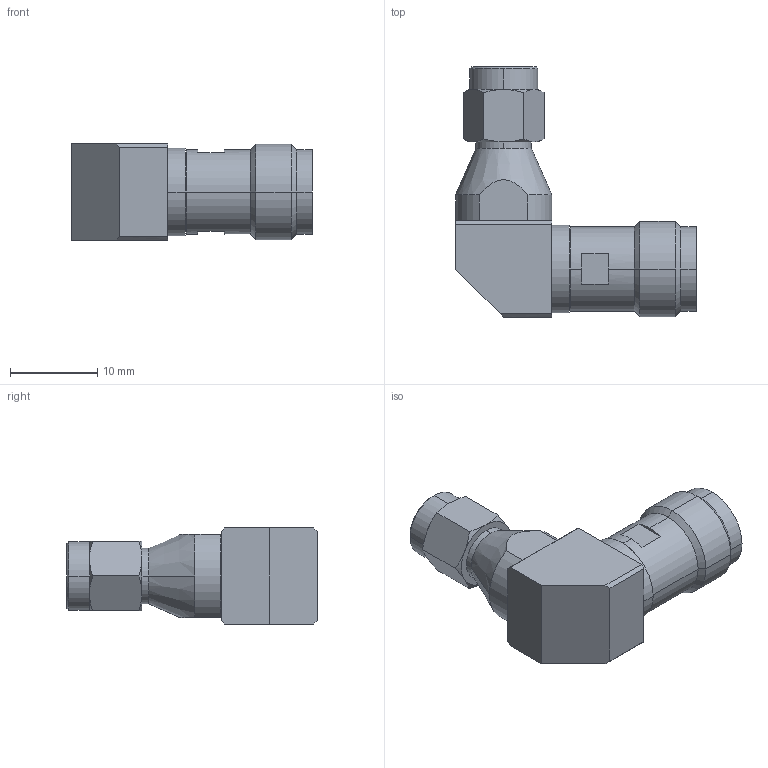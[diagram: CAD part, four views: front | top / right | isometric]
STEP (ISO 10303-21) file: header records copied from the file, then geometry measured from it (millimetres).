
FILE_DESCRIPTION (( 'STEP AP214' ), '1' );
FILE_NAME ('FMAD1571_3D.STEP', '2022-08-03T22:51:05', ( '' ), ( '' ), 'SwSTEP 2.0', 'SolidWorks 2021', '' );
FILE_SCHEMA (( 'AUTOMOTIVE_DESIGN' ));
Length unit declared in the file: millimetre
Products named in the file (4): FMAD1571_3D; Copy of ALS-T3T8-18-4-RIGHT^FMAD1571; Copy of ALS-A3T3-18-4--A3^FMAD1571; Copy of ALS-T3T8-18-3^FMAD1571
Assembly tree (3 placements, depth 2):
  FMAD1571_3D
    Copy of ALS-T3T8-18-4-RIGHT^FMAD1571
    Copy of ALS-A3T3-18-4--A3^FMAD1571
    Copy of ALS-T3T8-18-3^FMAD1571
Bounding box: 27.55 x 28.65 x 11 mm (x, y, z)
Volume: 3345.1 mm3; surface area: 2598 mm2
Topology: 3 solids, 3 shells, 142 faces, 316 edges, 193 vertices
Faces by surface type: cylinder 60, cone 45, plane 37
Entity records: 4157 total; most frequent: CARTESIAN_POINT 782, DIRECTION 743, ORIENTED_EDGE 632, EDGE_CURVE 316, AXIS2_PLACEMENT_3D 308, VERTEX_POINT 193, CIRCLE 160, EDGE_LOOP 155
